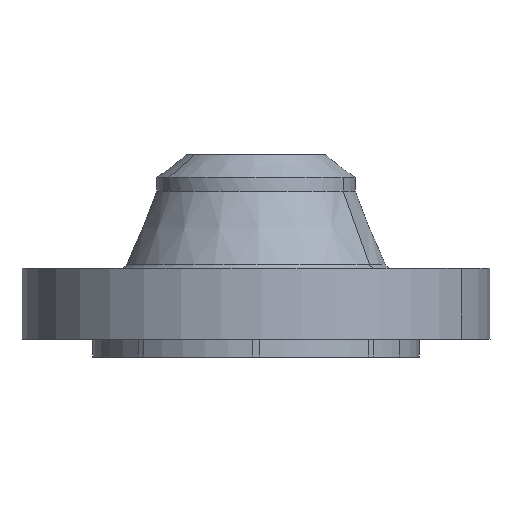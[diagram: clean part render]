
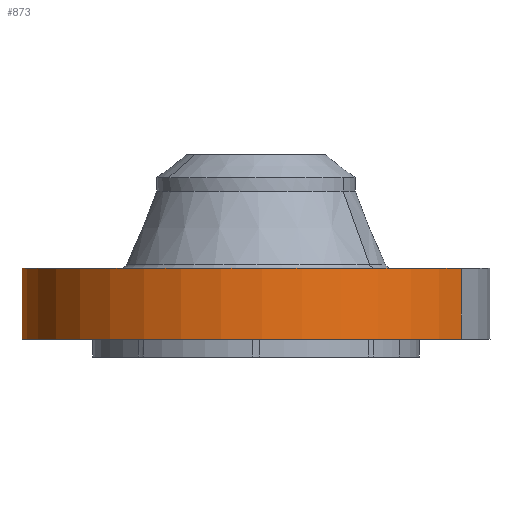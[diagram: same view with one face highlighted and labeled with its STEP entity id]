
A CAD part, left-side view. The second image highlights one B-rep face of the part: STEP entity #873.
In plain terms, the highlighted cylindrical face has radius 104.775 mm (diameter 209.55 mm), a partial arc.
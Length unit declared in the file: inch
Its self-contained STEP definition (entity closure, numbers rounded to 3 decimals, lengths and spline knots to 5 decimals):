
#169=AXIS2_PLACEMENT_3D('Circle Axis2P3D',#167,#168,$) ;
#460=AXIS2_PLACEMENT_3D('Circle Axis2P3D',#458,#459,$) ;
#855=AXIS2_PLACEMENT_3D('Cylinder Axis2P3D',#852,#853,#854) ;
#167=CARTESIAN_POINT('Axis2P3D Location',(0.,0.,0.)) ;
#171=CARTESIAN_POINT('Vertex',(-1.97763,-3.62003,0.)) ;
#173=CARTESIAN_POINT('Vertex',(1.97763,3.62003,0.)) ;
#453=CARTESIAN_POINT('Vertex',(1.97763,3.62003,1.25)) ;
#455=CARTESIAN_POINT('Vertex',(-1.97763,-3.62003,1.25)) ;
#458=CARTESIAN_POINT('Axis2P3D Location',(0.,0.,1.25)) ;
#852=CARTESIAN_POINT('Axis2P3D Location',(0.,0.,1.4685)) ;
#857=CARTESIAN_POINT('Line Origine',(-1.97763,-3.62003,0.625)) ;
#862=CARTESIAN_POINT('Line Origine',(1.97763,3.62003,0.625)) ;
#168=DIRECTION('Axis2P3D Direction',(0.,0.,-0.039)) ;
#459=DIRECTION('Axis2P3D Direction',(0.,0.,-0.039)) ;
#853=DIRECTION('Axis2P3D Direction',(0.,0.,-0.039)) ;
#854=DIRECTION('Axis2P3D XDirection',(-0.019,-0.035,0.)) ;
#858=DIRECTION('Vector Direction',(0.,0.,-0.039)) ;
#863=DIRECTION('Vector Direction',(0.,0.,-0.039)) ;
#859=VECTOR('Line Direction',#858,0.03937) ;
#864=VECTOR('Line Direction',#863,0.03937) ;
#868=ORIENTED_EDGE('',*,*,#175,.F.) ;
#869=ORIENTED_EDGE('',*,*,#861,.T.) ;
#870=ORIENTED_EDGE('',*,*,#462,.T.) ;
#871=ORIENTED_EDGE('',*,*,#866,.F.) ;
#873=ADVANCED_FACE('PartBody',(#872),#856,.T.) ;
#170=CIRCLE('generated circle',#169,4.125) ;
#461=CIRCLE('generated circle',#460,4.125) ;
#856=CYLINDRICAL_SURFACE('generated cylinder',#855,4.125) ;
#175=EDGE_CURVE('',#172,#174,#170,.T.) ;
#462=EDGE_CURVE('',#456,#454,#461,.T.) ;
#861=EDGE_CURVE('',#172,#456,#860,.F.) ;
#866=EDGE_CURVE('',#174,#454,#865,.F.) ;
#867=EDGE_LOOP('',(#868,#869,#870,#871)) ;
#872=FACE_OUTER_BOUND('',#867,.T.) ;
#860=LINE('Line',#857,#859) ;
#865=LINE('Line',#862,#864) ;
#172=VERTEX_POINT('',#171) ;
#174=VERTEX_POINT('',#173) ;
#454=VERTEX_POINT('',#453) ;
#456=VERTEX_POINT('',#455) ;
